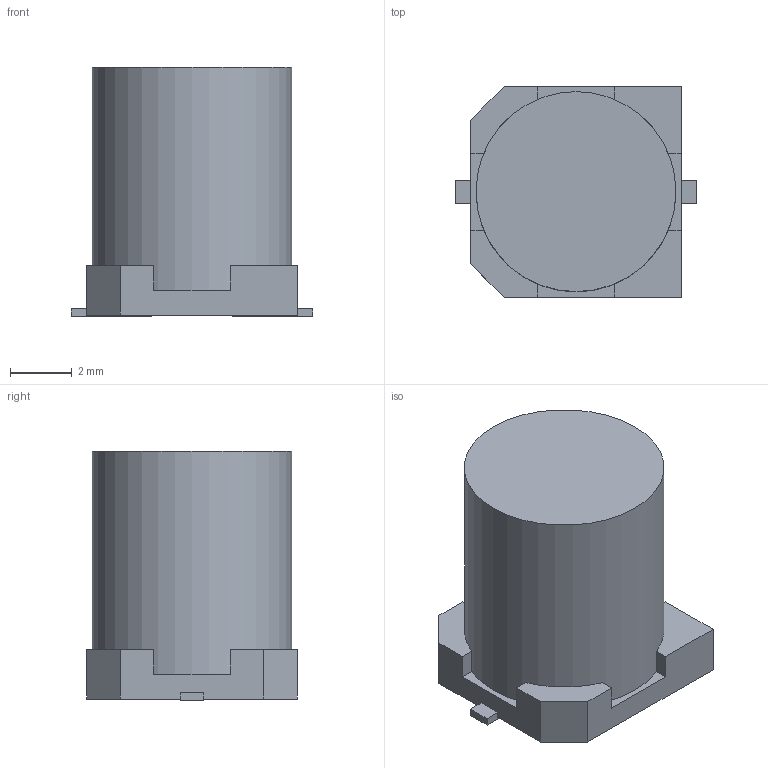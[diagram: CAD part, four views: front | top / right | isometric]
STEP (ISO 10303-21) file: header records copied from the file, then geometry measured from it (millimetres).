
FILE_DESCRIPTION(('STEP AP214'),'1');
FILE_NAME('CAP_EEFK_D8-M','2019-05-30T14:38:03',(''),(''),'','','');
FILE_SCHEMA(('AUTOMOTIVE_DESIGN'));
Length unit declared in the file: millimetre
Products named in the file (1): product
Bounding box: 7.8 x 6.81 x 8.05 mm (x, y, z)
Volume: 236.1 mm3; surface area: 356.1 mm2
Topology: 1 solids, 45 shells, 47 faces, 215 edges, 214 vertices
Faces by surface type: plane 42, cylinder 5
Full cylindrical faces by diameter (mm): 6.462 x1
Entity records: 2423 total; most frequent: CARTESIAN_POINT 477, VERTEX_POINT 426, DIRECTION 330, ORIENTED_EDGE 216, EDGE_CURVE 214, LINE 196, VECTOR 196, AXIS2_PLACEMENT_3D 67
